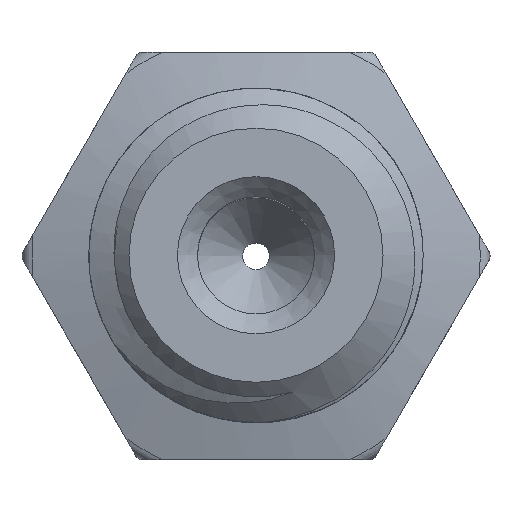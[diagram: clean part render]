
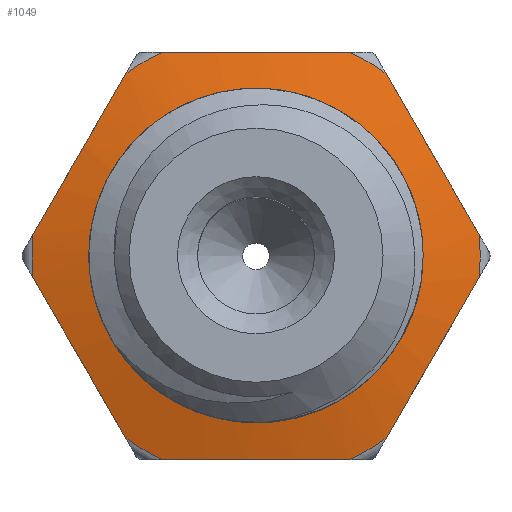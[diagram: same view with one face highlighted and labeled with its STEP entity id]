
A CAD part, top view. The second image highlights one B-rep face of the part: STEP entity #1049.
In plain terms, the highlighted conical face has half-angle 75 degrees and reference radius 2.861 mm.
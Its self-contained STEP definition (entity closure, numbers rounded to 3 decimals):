
#19=CONICAL_SURFACE('',#1149,2.861,1.309);
#25=(
BOUNDED_CURVE()
B_SPLINE_CURVE(2,(#5292,#5293,#5294),.UNSPECIFIED.,.F.,.F.)
B_SPLINE_CURVE_WITH_KNOTS((3,3),(0.,0.278),.UNSPECIFIED.)
CURVE()
GEOMETRIC_REPRESENTATION_ITEM()
RATIONAL_B_SPLINE_CURVE((1.,1.099,1.))
REPRESENTATION_ITEM('')
);
#27=(
BOUNDED_CURVE()
B_SPLINE_CURVE(2,(#5357,#5358,#5359),.UNSPECIFIED.,.F.,.F.)
B_SPLINE_CURVE_WITH_KNOTS((3,3),(0.,0.278),.UNSPECIFIED.)
CURVE()
GEOMETRIC_REPRESENTATION_ITEM()
RATIONAL_B_SPLINE_CURVE((1.,1.099,1.))
REPRESENTATION_ITEM('')
);
#29=(
BOUNDED_CURVE()
B_SPLINE_CURVE(2,(#5418,#5419,#5420),.UNSPECIFIED.,.F.,.F.)
B_SPLINE_CURVE_WITH_KNOTS((3,3),(0.,0.278),.UNSPECIFIED.)
CURVE()
GEOMETRIC_REPRESENTATION_ITEM()
RATIONAL_B_SPLINE_CURVE((1.,1.099,1.))
REPRESENTATION_ITEM('')
);
#31=(
BOUNDED_CURVE()
B_SPLINE_CURVE(2,(#5479,#5480,#5481),.UNSPECIFIED.,.F.,.F.)
B_SPLINE_CURVE_WITH_KNOTS((3,3),(0.,0.278),.UNSPECIFIED.)
CURVE()
GEOMETRIC_REPRESENTATION_ITEM()
RATIONAL_B_SPLINE_CURVE((1.,1.099,1.))
REPRESENTATION_ITEM('')
);
#33=(
BOUNDED_CURVE()
B_SPLINE_CURVE(2,(#5540,#5541,#5542),.UNSPECIFIED.,.F.,.F.)
B_SPLINE_CURVE_WITH_KNOTS((3,3),(0.,0.278),.UNSPECIFIED.)
CURVE()
GEOMETRIC_REPRESENTATION_ITEM()
RATIONAL_B_SPLINE_CURVE((1.,1.099,1.))
REPRESENTATION_ITEM('')
);
#35=(
BOUNDED_CURVE()
B_SPLINE_CURVE(2,(#5605,#5606,#5607),.UNSPECIFIED.,.F.,.F.)
B_SPLINE_CURVE_WITH_KNOTS((3,3),(0.,0.278),.UNSPECIFIED.)
CURVE()
GEOMETRIC_REPRESENTATION_ITEM()
RATIONAL_B_SPLINE_CURVE((1.,1.099,1.))
REPRESENTATION_ITEM('')
);
#102=FACE_OUTER_BOUND('',#158,.T.);
#158=EDGE_LOOP('',(#901,#902,#903,#904,#905,#906,#907,#908,#909,#910,#911,
#912,#913,#914,#915,#916));
#185=CIRCLE('',#1100,2.371);
#189=CIRCLE('',#1111,3.352);
#191=CIRCLE('',#1114,3.352);
#193=CIRCLE('',#1117,3.352);
#195=CIRCLE('',#1120,3.352);
#197=CIRCLE('',#1123,3.352);
#212=CIRCLE('',#1150,3.352);
#213=CIRCLE('',#1151,3.352);
#329=LINE('',#5713,#360);
#360=VECTOR('',#1354,2.861);
#418=VERTEX_POINT('',#5283);
#420=VERTEX_POINT('',#5290);
#421=VERTEX_POINT('',#5291);
#428=VERTEX_POINT('',#5355);
#429=VERTEX_POINT('',#5356);
#436=VERTEX_POINT('',#5416);
#437=VERTEX_POINT('',#5417);
#444=VERTEX_POINT('',#5477);
#445=VERTEX_POINT('',#5478);
#452=VERTEX_POINT('',#5538);
#453=VERTEX_POINT('',#5539);
#460=VERTEX_POINT('',#5603);
#461=VERTEX_POINT('',#5604);
#470=VERTEX_POINT('',#5710);
#548=EDGE_CURVE('',#418,#418,#185,.T.);
#552=EDGE_CURVE('',#420,#421,#25,.T.);
#560=EDGE_CURVE('',#428,#429,#27,.T.);
#568=EDGE_CURVE('',#436,#437,#29,.T.);
#576=EDGE_CURVE('',#444,#445,#31,.T.);
#584=EDGE_CURVE('',#452,#453,#33,.T.);
#592=EDGE_CURVE('',#460,#461,#35,.T.);
#600=EDGE_CURVE('',#452,#461,#189,.T.);
#602=EDGE_CURVE('',#436,#445,#191,.T.);
#604=EDGE_CURVE('',#444,#453,#193,.T.);
#606=EDGE_CURVE('',#420,#429,#195,.T.);
#608=EDGE_CURVE('',#428,#437,#197,.T.);
#624=EDGE_CURVE('',#460,#470,#212,.T.);
#625=EDGE_CURVE('',#470,#421,#213,.T.);
#626=EDGE_CURVE('',#470,#418,#329,.T.);
#901=ORIENTED_EDGE('',*,*,#624,.F.);
#902=ORIENTED_EDGE('',*,*,#592,.T.);
#903=ORIENTED_EDGE('',*,*,#600,.F.);
#904=ORIENTED_EDGE('',*,*,#584,.T.);
#905=ORIENTED_EDGE('',*,*,#604,.F.);
#906=ORIENTED_EDGE('',*,*,#576,.T.);
#907=ORIENTED_EDGE('',*,*,#602,.F.);
#908=ORIENTED_EDGE('',*,*,#568,.T.);
#909=ORIENTED_EDGE('',*,*,#608,.F.);
#910=ORIENTED_EDGE('',*,*,#560,.T.);
#911=ORIENTED_EDGE('',*,*,#606,.F.);
#912=ORIENTED_EDGE('',*,*,#552,.T.);
#913=ORIENTED_EDGE('',*,*,#625,.F.);
#914=ORIENTED_EDGE('',*,*,#626,.T.);
#915=ORIENTED_EDGE('',*,*,#548,.T.);
#916=ORIENTED_EDGE('',*,*,#626,.F.);
#1049=ADVANCED_FACE('',(#102),#19,.T.);
#1100=AXIS2_PLACEMENT_3D('',#5284,#1237,#1238);
#1111=AXIS2_PLACEMENT_3D('',#5668,#1271,#1272);
#1114=AXIS2_PLACEMENT_3D('',#5671,#1277,#1278);
#1117=AXIS2_PLACEMENT_3D('',#5674,#1283,#1284);
#1120=AXIS2_PLACEMENT_3D('',#5677,#1289,#1290);
#1123=AXIS2_PLACEMENT_3D('',#5680,#1295,#1296);
#1149=AXIS2_PLACEMENT_3D('',#5709,#1348,#1349);
#1150=AXIS2_PLACEMENT_3D('',#5711,#1350,#1351);
#1151=AXIS2_PLACEMENT_3D('',#5712,#1352,#1353);
#1237=DIRECTION('center_axis',(0.,0.,-1.));
#1238=DIRECTION('ref_axis',(1.,0.,0.));
#1271=DIRECTION('center_axis',(0.,0.,-1.));
#1272=DIRECTION('ref_axis',(1.,0.,0.));
#1277=DIRECTION('center_axis',(0.,0.,-1.));
#1278=DIRECTION('ref_axis',(1.,0.,0.));
#1283=DIRECTION('center_axis',(0.,0.,-1.));
#1284=DIRECTION('ref_axis',(1.,0.,0.));
#1289=DIRECTION('center_axis',(0.,0.,-1.));
#1290=DIRECTION('ref_axis',(1.,0.,0.));
#1295=DIRECTION('center_axis',(0.,0.,-1.));
#1296=DIRECTION('ref_axis',(1.,0.,0.));
#1348=DIRECTION('center_axis',(0.,0.,-1.));
#1349=DIRECTION('ref_axis',(-1.,0.,0.));
#1350=DIRECTION('center_axis',(0.,0.,-1.));
#1351=DIRECTION('ref_axis',(1.,0.,0.));
#1352=DIRECTION('center_axis',(0.,0.,-1.));
#1353=DIRECTION('ref_axis',(1.,0.,0.));
#1354=DIRECTION('',(-0.966,0.,0.259));
#5283=CARTESIAN_POINT('',(2.371,0.,4.078));
#5284=CARTESIAN_POINT('Origin',(0.,0.,4.078));
#5290=CARTESIAN_POINT('',(1.946,-2.729,3.815));
#5291=CARTESIAN_POINT('',(3.336,-0.321,3.815));
#5292=CARTESIAN_POINT('Ctrl Pts',(1.946,-2.729,3.815));
#5293=CARTESIAN_POINT('Ctrl Pts',(2.641,-1.525,3.969));
#5294=CARTESIAN_POINT('Ctrl Pts',(3.336,-0.321,3.815));
#5355=CARTESIAN_POINT('',(-1.39,-3.05,3.815));
#5356=CARTESIAN_POINT('',(1.39,-3.05,3.815));
#5357=CARTESIAN_POINT('Ctrl Pts',(-1.39,-3.05,3.815));
#5358=CARTESIAN_POINT('Ctrl Pts',(0.,-3.05,3.969));
#5359=CARTESIAN_POINT('Ctrl Pts',(1.39,-3.05,3.815));
#5416=CARTESIAN_POINT('',(-3.336,-0.321,3.815));
#5417=CARTESIAN_POINT('',(-1.946,-2.729,3.815));
#5418=CARTESIAN_POINT('Ctrl Pts',(-3.336,-0.321,
3.815));
#5419=CARTESIAN_POINT('Ctrl Pts',(-2.641,-1.525,3.969));
#5420=CARTESIAN_POINT('Ctrl Pts',(-1.946,-2.729,3.815));
#5477=CARTESIAN_POINT('',(-1.946,2.729,3.815));
#5478=CARTESIAN_POINT('',(-3.336,0.321,3.815));
#5479=CARTESIAN_POINT('Ctrl Pts',(-1.946,2.729,3.815));
#5480=CARTESIAN_POINT('Ctrl Pts',(-2.641,1.525,3.969));
#5481=CARTESIAN_POINT('Ctrl Pts',(-3.336,0.321,3.815));
#5538=CARTESIAN_POINT('',(1.39,3.05,3.815));
#5539=CARTESIAN_POINT('',(-1.39,3.05,3.815));
#5540=CARTESIAN_POINT('Ctrl Pts',(1.39,3.05,3.815));
#5541=CARTESIAN_POINT('Ctrl Pts',(0.,3.05,3.969));
#5542=CARTESIAN_POINT('Ctrl Pts',(-1.39,3.05,3.815));
#5603=CARTESIAN_POINT('',(3.336,0.321,3.815));
#5604=CARTESIAN_POINT('',(1.946,2.729,3.815));
#5605=CARTESIAN_POINT('Ctrl Pts',(3.336,0.321,3.815));
#5606=CARTESIAN_POINT('Ctrl Pts',(2.641,1.525,3.969));
#5607=CARTESIAN_POINT('Ctrl Pts',(1.946,2.729,3.815));
#5668=CARTESIAN_POINT('Origin',(0.,0.,3.815));
#5671=CARTESIAN_POINT('Origin',(0.,0.,3.815));
#5674=CARTESIAN_POINT('Origin',(0.,0.,3.815));
#5677=CARTESIAN_POINT('Origin',(0.,0.,3.815));
#5680=CARTESIAN_POINT('Origin',(0.,0.,3.815));
#5709=CARTESIAN_POINT('Origin',(0.,0.,3.946));
#5710=CARTESIAN_POINT('',(3.352,0.,3.815));
#5711=CARTESIAN_POINT('Origin',(0.,0.,3.815));
#5712=CARTESIAN_POINT('Origin',(0.,0.,3.815));
#5713=CARTESIAN_POINT('',(2.861,0.,3.946));
